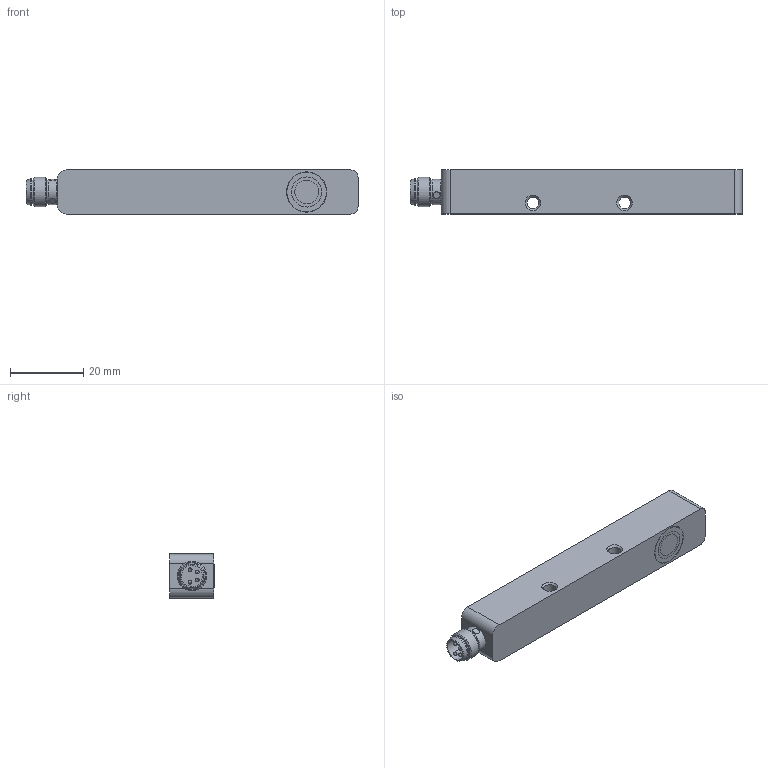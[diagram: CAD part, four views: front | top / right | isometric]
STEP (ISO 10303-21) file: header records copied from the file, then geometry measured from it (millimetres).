
FILE_DESCRIPTION(/* description */ (''),/* implementation_level */ '2;1');
FILE_NAME(/* name */ 'USQ12 MXXX.stp',/* time_stamp */ '2020-07-06T10:02:22+02:00',/* author */ ('C. Kuhn'),/* organization */ ('di-soric GmbH & Co. KG'),/* preprocessor_version */ 'ST-DEVELOPER v18',/* originating_system */ 'Autodesk Inventor 2020',/* authorisation */ '');
FILE_SCHEMA (('AUTOMOTIVE_DESIGN { 1 0 10303 214 3 1 1 }'));
Length unit declared in the file: millimetre
Products named in the file (1): USQ12
Bounding box: 90.5 x 12.01 x 12 mm (x, y, z)
Volume: 11857.3 mm3; surface area: 5247.6 mm2
Topology: 5 solids, 5 shells, 128 faces, 302 edges, 201 vertices
Faces by surface type: cylinder 60, plane 53, cone 11, sphere 4
Full cylindrical faces by diameter (mm): 0.4 x3, 1 x4, 2 x2, 3 x1, 3.242 x2, 5 x1, 5.7 x1, 5.8 x2, 6.4 x1, 6.5 x1, 6.6 x2, 6.9 x1, 7.2 x1, 7.6 x1, 8 x1, 8.2 x1, 8.8 x1, 10.2 x1, 10.3 x1, 10.8 x1, 11 x1
Entity records: 4236 total; most frequent: CARTESIAN_POINT 942, DIRECTION 660, ORIENTED_EDGE 596, EDGE_CURVE 298, AXIS2_PLACEMENT_3D 276, VERTEX_POINT 201, EDGE_LOOP 163, CIRCLE 144
